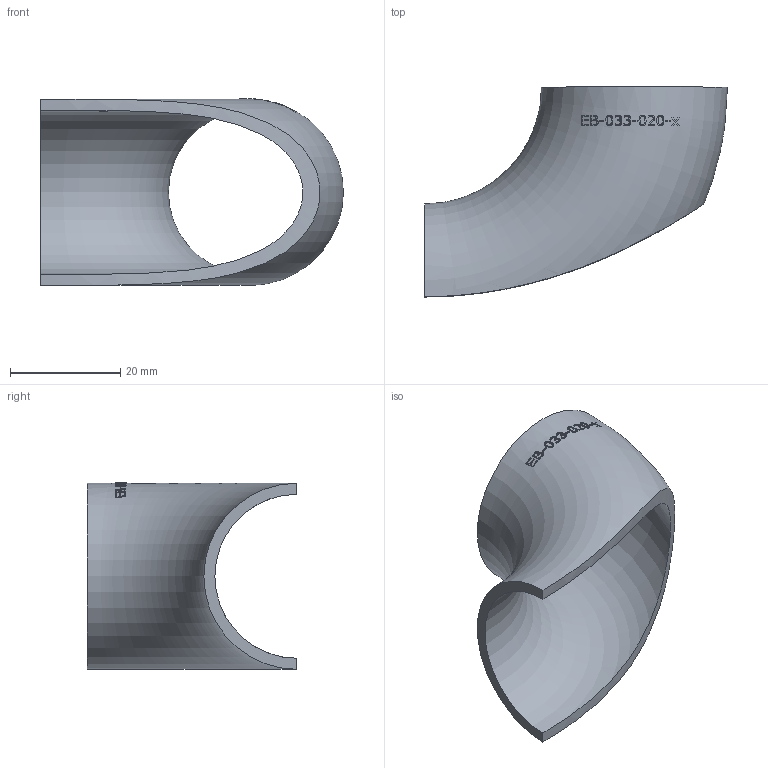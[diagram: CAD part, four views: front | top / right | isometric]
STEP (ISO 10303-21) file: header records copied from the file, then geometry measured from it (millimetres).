
FILE_DESCRIPTION (( 'STEP AP214' ), '1' );
FILE_NAME ('EB-033-020-x Einschweissbogen 1903.STEP', '2019-03-27T13:22:45', ( '' ), ( '' ), 'SwSTEP 2.0', 'SolidWorks 2016', '' );
FILE_SCHEMA (( 'AUTOMOTIVE_DESIGN' ));
Length unit declared in the file: millimetre
Products named in the file (1): EB-033-020-x Einschweissbogen 1903
Bounding box: 54.85 x 38 x 33.8 mm (x, y, z)
Volume: 7460 mm3; surface area: 8027.9 mm2
Topology: 1 solids, 1 shells, 185 faces, 509 edges, 342 vertices
Faces by surface type: bspline 96, plane 70, torus 19
Entity records: 12818 total; most frequent: CARTESIAN_POINT 7103, ORIENTED_EDGE 1010, EDGE_CURVE 505, DIRECTION 353, VERTEX_POINT 340, B_SPLINE_CURVE_WITH_KNOTS 336, EDGE_LOOP 205, FACE_OUTER_BOUND 187
